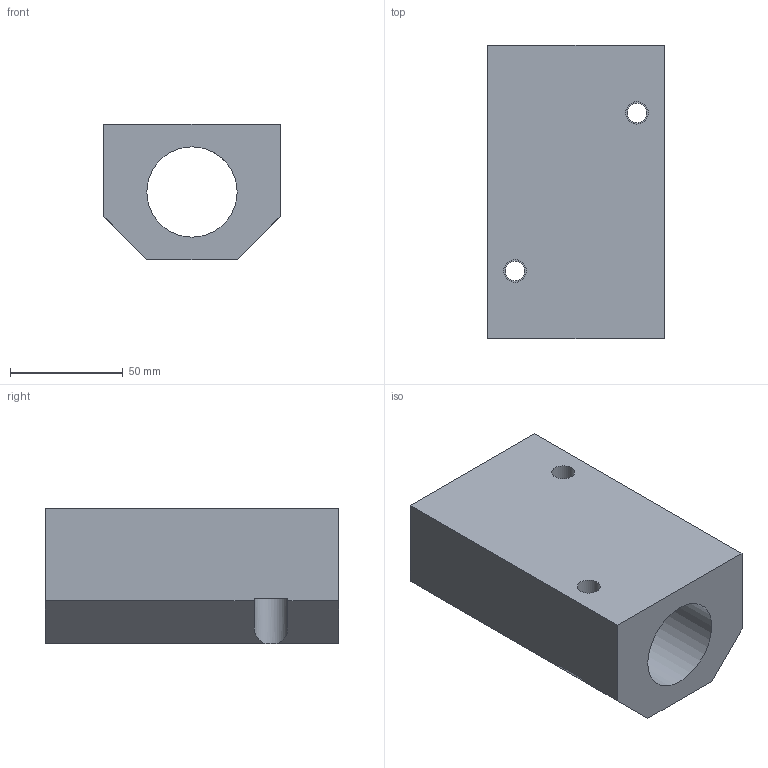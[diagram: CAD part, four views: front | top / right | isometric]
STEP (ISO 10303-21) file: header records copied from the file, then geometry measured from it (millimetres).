
FILE_DESCRIPTION( ( 'STEP AP214' ), '1' );
FILE_NAME( 'STG-25.stp', '2010-08-02T11:31:25', ( ' ' ), ( ' ' ), 'XStep 1.0', ' ', ' ' );
FILE_SCHEMA( ( 'CONFIG_CONTROL_DESIGN) ( )' ) );
Length unit declared in the file: metre
Products named in the file (1): 1
Bounding box: 78 x 130 x 60 mm (x, y, z)
Volume: 386577.5 mm3; surface area: 58885.1 mm2
Topology: 1 solids, 1 shells, 28 faces, 72 edges, 49 vertices
Faces by surface type: plane 19, cylinder 9
Full cylindrical faces by diameter (mm): 4 x1, 8 x1, 8.6 x2, 10 x2, 40 x1
Entity records: 1106 total; most frequent: CARTESIAN_POINT 190, DIRECTION 140, ORIENTED_EDGE 124, EDGE_CURVE 62, AXIS2_PLACEMENT_3D 50, EDGE_LOOP 46, VERTEX_POINT 46, LINE 40
